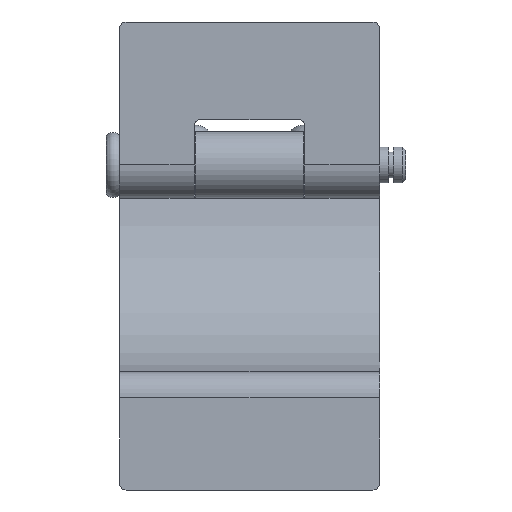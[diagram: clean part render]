
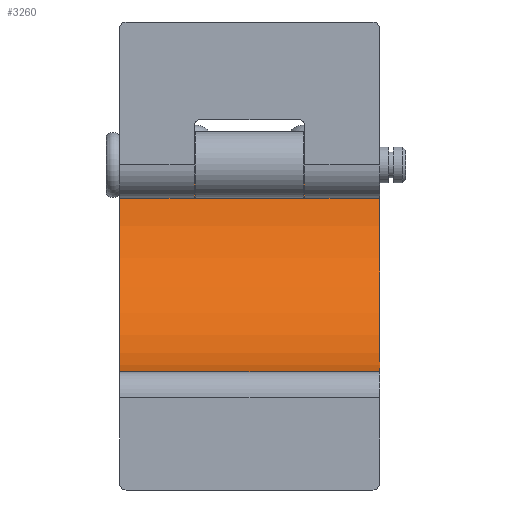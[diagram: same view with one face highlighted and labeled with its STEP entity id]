
A CAD part, front view. The second image highlights one B-rep face of the part: STEP entity #3260.
In plain terms, the highlighted cylindrical face has radius 32 mm (diameter 64 mm), a partial arc.
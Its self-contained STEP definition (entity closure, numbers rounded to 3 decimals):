
#563 = LINE ( 'NONE', #564, #2645 ) ;
#564 = CARTESIAN_POINT ( 'NONE',  ( 20., -1.544, -31.802 ) ) ;
#565 = DIRECTION ( 'NONE',  ( -1., 0., 0. ) ) ;
#594 = CARTESIAN_POINT ( 'NONE',  ( -20., -5.1, 0. ) ) ;
#595 = DIRECTION ( 'NONE',  ( -1., 0., 0. ) ) ;
#596 = DIRECTION ( 'NONE',  ( 0., 0., 1. ) ) ;
#691 = CARTESIAN_POINT ( 'NONE',  ( 20., -5.1, 0. ) ) ;
#692 = DIRECTION ( 'NONE',  ( -1., 0., 0. ) ) ;
#693 = DIRECTION ( 'NONE',  ( 0., 0., 1. ) ) ;
#875 = CARTESIAN_POINT ( 'NONE',  ( 20., -5.1, 0. ) ) ;
#882 = DIRECTION ( 'NONE',  ( -1., 0., 0. ) ) ;
#883 = DIRECTION ( 'NONE',  ( 0., 0., 1. ) ) ;
#1544 = VECTOR ( 'NONE', #2095, 1000. ) ;
#1785 = VERTEX_POINT ( 'NONE', #2448 ) ;
#1786 = VERTEX_POINT ( 'NONE', #2449 ) ;
#1793 = VERTEX_POINT ( 'NONE', #2456 ) ;
#1794 = VERTEX_POINT ( 'NONE', #2457 ) ;
#2093 = LINE ( 'NONE', #2094, #1544 ) ;
#2094 = CARTESIAN_POINT ( 'NONE',  ( 20., 26.879, 1.162 ) ) ;
#2095 = DIRECTION ( 'NONE',  ( -1., 0., 0. ) ) ;
#2375 = EDGE_LOOP ( 'NONE', ( #3725, #3726, #3727, #3723 ) ) ;
#2448 = CARTESIAN_POINT ( 'NONE',  ( 20., 26.879, 1.162 ) ) ;
#2449 = CARTESIAN_POINT ( 'NONE',  ( 20., -1.544, -31.802 ) ) ;
#2456 = CARTESIAN_POINT ( 'NONE',  ( -20., -1.544, -31.802 ) ) ;
#2457 = CARTESIAN_POINT ( 'NONE',  ( -20., 26.879, 1.162 ) ) ;
#2609 = AXIS2_PLACEMENT_3D ( 'NONE', #875, #882, #883 ) ;
#2618 = CYLINDRICAL_SURFACE ( 'NONE', #2609, 32. ) ;
#2645 = VECTOR ( 'NONE', #565, 1000. ) ;
#2663 = AXIS2_PLACEMENT_3D ( 'NONE', #594, #595, #596 ) ;
#2693 = AXIS2_PLACEMENT_3D ( 'NONE', #691, #692, #693 ) ;
#2725 = FACE_OUTER_BOUND ( 'NONE', #2375, .T. ) ;
#3214 = CIRCLE ( 'NONE', #2693, 32. ) ;
#3260 = ADVANCED_FACE ( 'NONE', ( #2725 ), #2618, .F. ) ;
#3354 = EDGE_CURVE ( 'NONE', #1786, #1793, #563, .T. ) ;
#3356 = CIRCLE ( 'NONE', #2663, 32. ) ;
#3369 = EDGE_CURVE ( 'NONE', #1794, #1793, #3356, .T. ) ;
#3414 = EDGE_CURVE ( 'NONE', #1785, #1786, #3214, .T. ) ;
#3531 = EDGE_CURVE ( 'NONE', #1785, #1794, #2093, .T. ) ;
#3723 = ORIENTED_EDGE ( 'NONE', *, *, #3531, .T. ) ;
#3725 = ORIENTED_EDGE ( 'NONE', *, *, #3369, .T. ) ;
#3726 = ORIENTED_EDGE ( 'NONE', *, *, #3354, .F. ) ;
#3727 = ORIENTED_EDGE ( 'NONE', *, *, #3414, .F. ) ;
